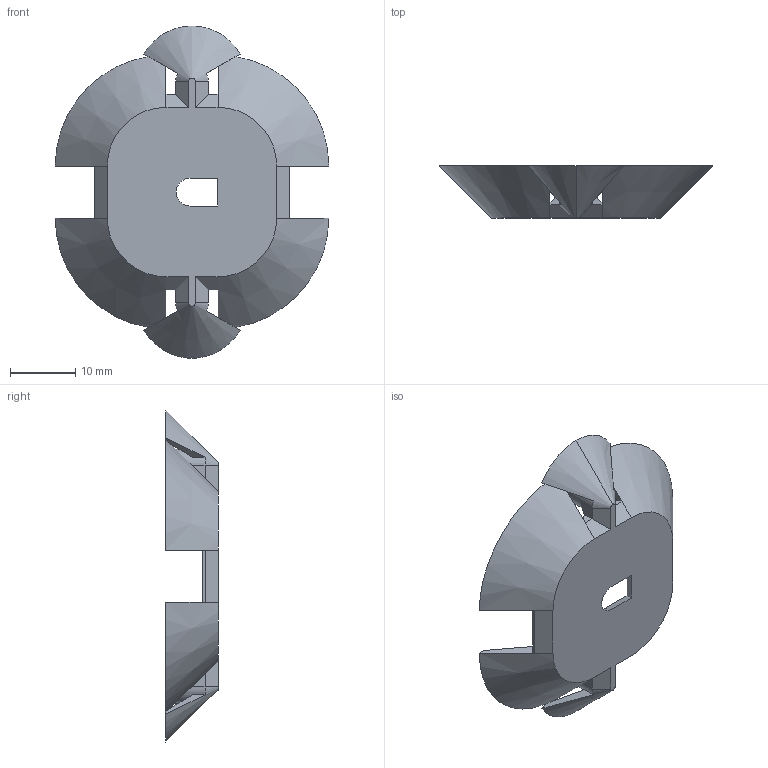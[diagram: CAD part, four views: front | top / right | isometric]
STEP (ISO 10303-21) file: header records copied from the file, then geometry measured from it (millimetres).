
FILE_DESCRIPTION (( 'STEP AP203' ), '1' );
FILE_NAME ('扷梓換覜ん釱V4.STEP', '2024-07-14T07:21:35', ( '' ), ( '' ), 'SwSTEP 2.0', 'SolidWorks 2022', '' );
FILE_SCHEMA (( 'CONFIG_CONTROL_DESIGN' ));
Length unit declared in the file: millimetre
Products named in the file (1): 扷梓換覜ん釱V4
Bounding box: 42 x 8 x 50.97 mm (x, y, z)
Volume: 2584.2 mm3; surface area: 3991.3 mm2
Topology: 1 solids, 1 shells, 95 faces, 267 edges, 169 vertices
Faces by surface type: plane 60, cone 23, cylinder 12
Entity records: 3177 total; most frequent: CARTESIAN_POINT 608, ORIENTED_EDGE 534, DIRECTION 518, EDGE_CURVE 267, AXIS2_PLACEMENT_3D 175, VERTEX_POINT 169, LINE 168, VECTOR 168
